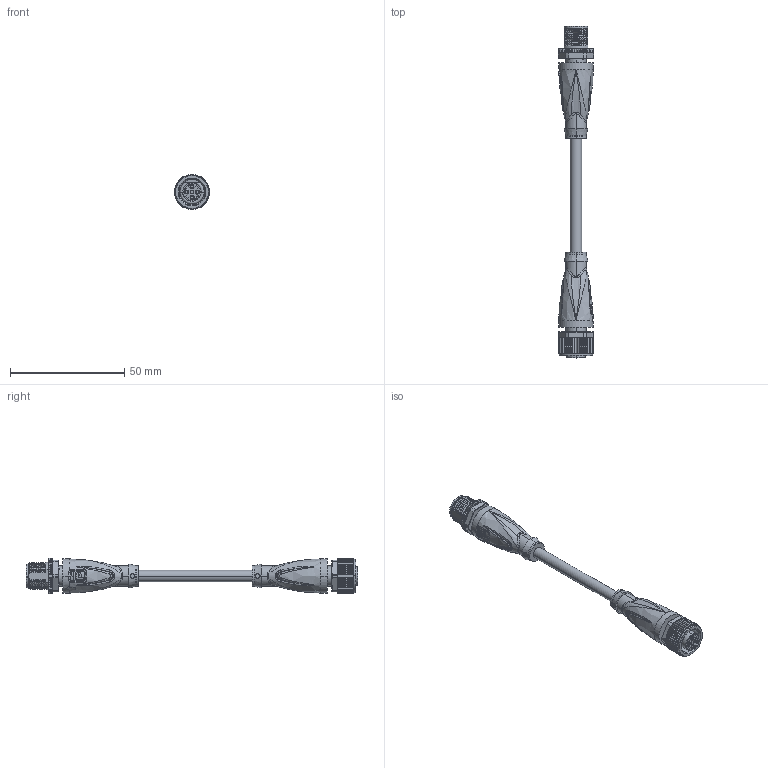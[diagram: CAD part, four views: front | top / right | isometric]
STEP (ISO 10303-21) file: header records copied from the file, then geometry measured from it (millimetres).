
FILE_DESCRIPTION(('STEP AP214'),'1');
FILE_NAME('cctmp_AD7475E8-CF6D-4DE3-8398-EA23A5DF4266_2022_04_27_10_57_20_0771..stp','2022-04-27T08:57:30',('KiM GmbH'),('CADClick - www.CADClick.com'),'Spatial InterOp 3D postprocessed',' ','unknown authorization');
FILE_SCHEMA(('AUTOMOTIVE_DESIGN'));
Length unit declared in the file: millimetre
Products named in the file (9): Connection2; Connection2_2; Connection2_1; T193854_1; Cable; Connection1; Connection1_2; Connection1_1; T193854
Assembly tree (8 placements, depth 4):
  T193854
    T193854_1
      Connection2
        Connection2_2
        Connection2_1
      Cable
      Connection1
        Connection1_2
        Connection1_1
Bounding box: 15.4 x 145.5 x 15.37 mm (x, y, z)
Volume: 12166.6 mm3; surface area: 8986.7 mm2
Topology: 7 solids, 27 shells, 2180 faces, 5680 edges, 3578 vertices
Faces by surface type: plane 980, cylinder 472, torus 328, bspline 254, cone 134, sphere 8, extrusion 4
Entity records: 103482 total; most frequent: CARTESIAN_POINT 44807, ORIENTED_EDGE 11256, DIRECTION 10344, EDGE_CURVE 5650, AXIS2_PLACEMENT_3D 3755, VERTEX_POINT 3578, VECTOR 2834, LINE 2830
